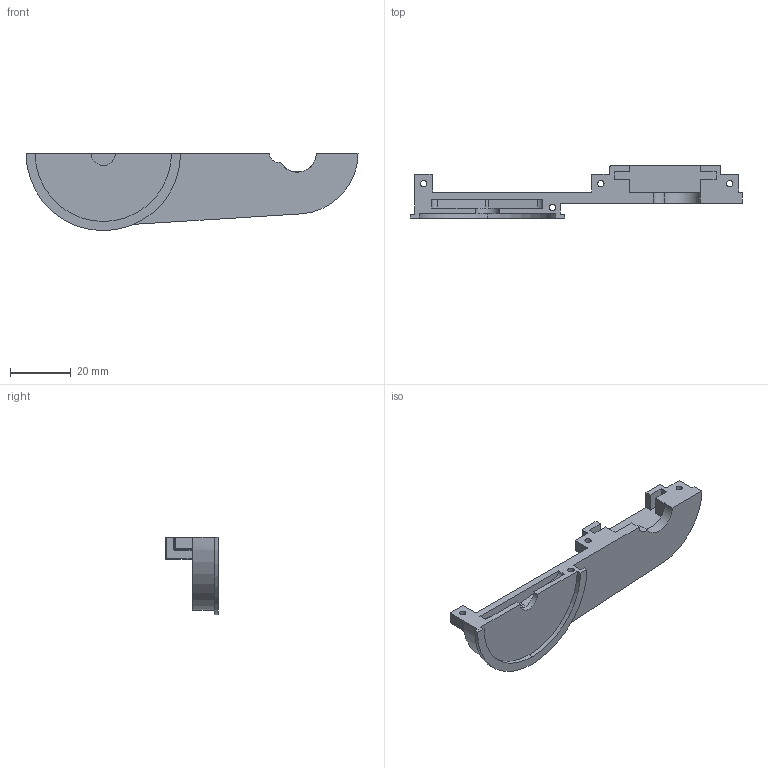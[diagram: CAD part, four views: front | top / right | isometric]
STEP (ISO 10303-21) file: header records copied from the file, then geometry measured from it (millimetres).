
FILE_DESCRIPTION (( 'STEP AP203' ), '1' );
FILE_NAME ('Braco1_v2_001.STEP', '2024-08-07T04:30:13', ( '' ), ( '' ), 'SwSTEP 2.0', 'SolidWorks 2023', '' );
FILE_SCHEMA (( 'CONFIG_CONTROL_DESIGN' ));
Length unit declared in the file: millimetre
Products named in the file (1): Braco1_v2_001
Bounding box: 109.5 x 17.3 x 25.5 mm (x, y, z)
Volume: 11656.6 mm3; surface area: 7546.3 mm2
Topology: 1 solids, 1 shells, 105 faces, 279 edges, 171 vertices
Faces by surface type: cylinder 47, plane 46, torus 7, sphere 5
Entity records: 3306 total; most frequent: DIRECTION 584, CARTESIAN_POINT 565, ORIENTED_EDGE 548, EDGE_CURVE 274, AXIS2_PLACEMENT_3D 208, VERTEX_POINT 171, VECTOR 168, LINE 168
